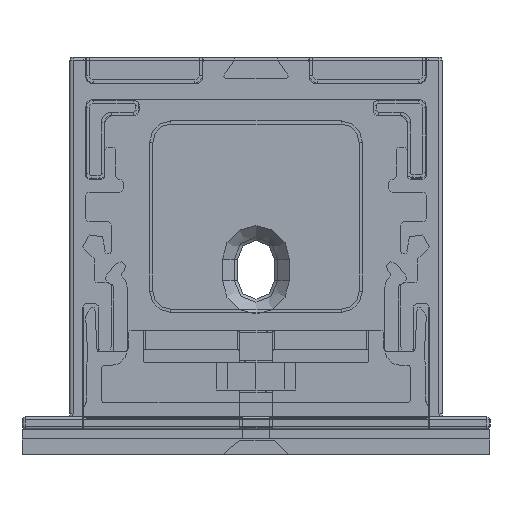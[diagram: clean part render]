
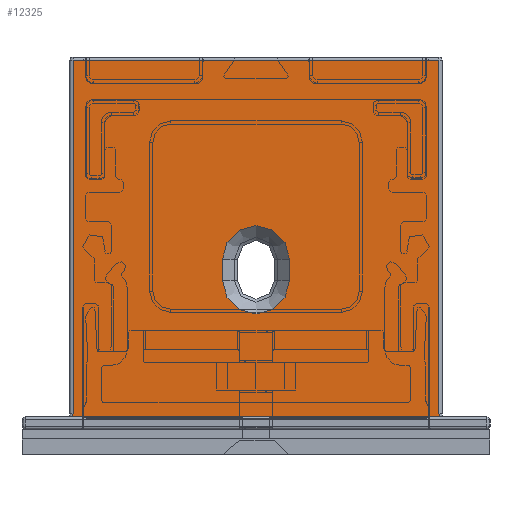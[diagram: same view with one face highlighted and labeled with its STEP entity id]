
A CAD part, front view. The second image highlights one B-rep face of the part: STEP entity #12325.
In plain terms, the highlighted planar face has unit normal (0, -1, 0).
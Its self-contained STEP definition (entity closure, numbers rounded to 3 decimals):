
#144=FACE_BOUND('',#1902,.T.);
#391=PLANE('',#13626);
#1183=FACE_OUTER_BOUND('',#1901,.T.);
#1901=EDGE_LOOP('',(#10918,#10919,#10920,#10921,#10922,#10923));
#1902=EDGE_LOOP('',(#10924,#10925,#10926,#10927));
#2960=LINE('',#21745,#4071);
#2961=LINE('',#21754,#4072);
#2964=LINE('',#21761,#4075);
#2980=LINE('',#21808,#4091);
#2984=LINE('',#21818,#4095);
#2987=LINE('',#21825,#4098);
#4071=VECTOR('',#17001,10.);
#4072=VECTOR('',#17012,10.);
#4075=VECTOR('',#17019,10.);
#4091=VECTOR('',#17061,10.);
#4095=VECTOR('',#17071,10.);
#4098=VECTOR('',#17080,10.);
#4731=CIRCLE('',#13597,0.6);
#4737=CIRCLE('',#13608,0.6);
#4742=CIRCLE('',#13620,3.15);
#4743=CIRCLE('',#13623,3.15);
#5811=VERTEX_POINT('',#21721);
#5813=VERTEX_POINT('',#21730);
#5816=VERTEX_POINT('',#21735);
#5819=VERTEX_POINT('',#21750);
#5820=VERTEX_POINT('',#21757);
#5822=VERTEX_POINT('',#21763);
#5834=VERTEX_POINT('',#21810);
#5835=VERTEX_POINT('',#21812);
#5836=VERTEX_POINT('',#21816);
#5837=VERTEX_POINT('',#21821);
#7516=EDGE_CURVE('',#5816,#5813,#4731,.T.);
#7518=EDGE_CURVE('',#5813,#5811,#2960,.T.);
#7522=EDGE_CURVE('',#5811,#5819,#2961,.T.);
#7526=EDGE_CURVE('',#5819,#5820,#2964,.T.);
#7529=EDGE_CURVE('',#5820,#5822,#4737,.T.);
#7549=EDGE_CURVE('',#5822,#5816,#2980,.T.);
#7551=EDGE_CURVE('',#5834,#5835,#4742,.T.);
#7554=EDGE_CURVE('',#5836,#5834,#2984,.T.);
#7557=EDGE_CURVE('',#5837,#5836,#4743,.T.);
#7558=EDGE_CURVE('',#5835,#5837,#2987,.T.);
#10918=ORIENTED_EDGE('',*,*,#7516,.F.);
#10919=ORIENTED_EDGE('',*,*,#7549,.F.);
#10920=ORIENTED_EDGE('',*,*,#7529,.F.);
#10921=ORIENTED_EDGE('',*,*,#7526,.F.);
#10922=ORIENTED_EDGE('',*,*,#7522,.F.);
#10923=ORIENTED_EDGE('',*,*,#7518,.F.);
#10924=ORIENTED_EDGE('',*,*,#7551,.F.);
#10925=ORIENTED_EDGE('',*,*,#7554,.F.);
#10926=ORIENTED_EDGE('',*,*,#7557,.F.);
#10927=ORIENTED_EDGE('',*,*,#7558,.F.);
#12325=ADVANCED_FACE('',(#1183,#144),#391,.F.);
#13597=AXIS2_PLACEMENT_3D('',#21742,#16996,#16997);
#13608=AXIS2_PLACEMENT_3D('',#21772,#17024,#17025);
#13620=AXIS2_PLACEMENT_3D('',#21813,#17065,#17066);
#13623=AXIS2_PLACEMENT_3D('',#21823,#17076,#17077);
#13626=AXIS2_PLACEMENT_3D('',#21827,#17083,#17084);
#16996=DIRECTION('center_axis',(0.,-1.,0.));
#16997=DIRECTION('ref_axis',(0.707,0.,-0.707));
#17001=DIRECTION('',(0.,0.,1.));
#17012=DIRECTION('',(1.,0.,0.));
#17019=DIRECTION('',(0.,0.,-1.));
#17024=DIRECTION('center_axis',(0.,-1.,0.));
#17025=DIRECTION('ref_axis',(-0.707,0.,-0.707));
#17061=DIRECTION('',(-1.,0.,0.));
#17065=DIRECTION('center_axis',(0.,-1.,0.));
#17066=DIRECTION('ref_axis',(-1.,0.,0.));
#17071=DIRECTION('',(0.,0.,1.));
#17076=DIRECTION('center_axis',(0.,-1.,0.));
#17077=DIRECTION('ref_axis',(1.,0.,0.));
#17080=DIRECTION('',(0.,0.,-1.));
#17083=DIRECTION('center_axis',(0.,1.,0.));
#17084=DIRECTION('ref_axis',(0.,0.,
1.));
#21721=CARTESIAN_POINT('',(-17.2,-2119.3,-0.3));
#21730=CARTESIAN_POINT('',(-17.2,-2119.3,-33.5));
#21735=CARTESIAN_POINT('',(-17.28,-2119.3,-33.8));
#21742=CARTESIAN_POINT('Origin',(-17.8,-2119.3,-33.5));
#21745=CARTESIAN_POINT('',(-17.2,-2119.3,-26.25));
#21750=CARTESIAN_POINT('',(17.2,-2119.3,-0.3));
#21754=CARTESIAN_POINT('',(-8.75,-2119.3,-0.3));
#21757=CARTESIAN_POINT('',(17.2,-2119.3,-33.5));
#21761=CARTESIAN_POINT('',(17.2,-2119.3,-8.75));
#21763=CARTESIAN_POINT('',(17.28,-2119.3,-33.8));
#21772=CARTESIAN_POINT('Origin',(17.8,-2119.3,-33.5));
#21808=CARTESIAN_POINT('',(8.15,-2119.3,-33.8));
#21810=CARTESIAN_POINT('',(3.15,-2119.3,-19.));
#21812=CARTESIAN_POINT('',(-3.15,-2119.3,-19.));
#21813=CARTESIAN_POINT('Origin',(0.,-2119.3,
-19.));
#21816=CARTESIAN_POINT('',(3.15,-2119.3,-21.));
#21818=CARTESIAN_POINT('',(3.15,-2119.3,-19.25));
#21821=CARTESIAN_POINT('',(-3.15,-2119.3,-21.));
#21823=CARTESIAN_POINT('Origin',(0.,-2119.3,
-21.));
#21825=CARTESIAN_POINT('',(-3.15,-2119.3,-18.25));
#21827=CARTESIAN_POINT('Origin',(0.,-2119.3,
-17.5));
